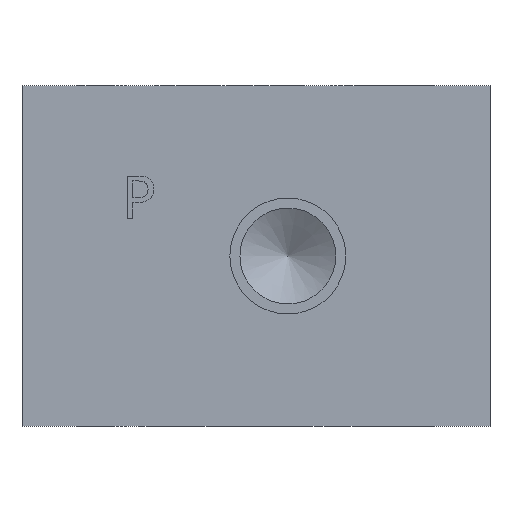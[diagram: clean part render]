
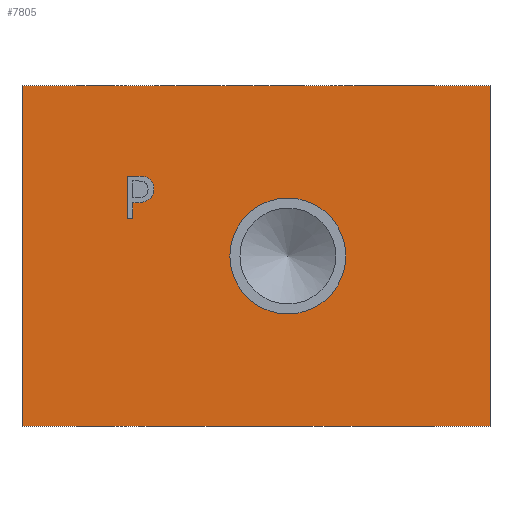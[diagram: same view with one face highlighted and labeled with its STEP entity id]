
A CAD part, front view. The second image highlights one B-rep face of the part: STEP entity #7805.
In plain terms, the highlighted planar face has unit normal (0, -1, 0).
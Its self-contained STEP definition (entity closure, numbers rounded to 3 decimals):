
#58=CIRCLE('',#8120,8.649);
#59=CIRCLE('',#8121,8.649);
#180=FACE_BOUND('',#1221,.T.);
#181=FACE_BOUND('',#1222,.T.);
#451=PLANE('',#8119);
#799=FACE_OUTER_BOUND('',#1220,.T.);
#1220=EDGE_LOOP('',(#6692,#6693,#6694,#6695));
#1221=EDGE_LOOP('',(#6696,#6697));
#1222=EDGE_LOOP('',(#6698,#6699,#6700,#6701,#6702,#6703,#6704,#6705,#6706));
#1605=LINE('',#11743,#2389);
#2023=LINE('',#12837,#2807);
#2026=LINE('',#12843,#2810);
#2029=LINE('',#12849,#2813);
#2032=LINE('',#12855,#2816);
#2035=LINE('',#12861,#2819);
#2039=LINE('',#12903,#2823);
#2040=LINE('',#12905,#2824);
#2041=LINE('',#12906,#2825);
#2389=VECTOR('',#8738,10.);
#2807=VECTOR('',#9462,10.);
#2810=VECTOR('',#9467,10.);
#2813=VECTOR('',#9472,10.);
#2816=VECTOR('',#9477,10.);
#2819=VECTOR('',#9482,10.);
#2823=VECTOR('',#9490,10.);
#2824=VECTOR('',#9491,10.);
#2825=VECTOR('',#9492,10.);
#3051=B_SPLINE_CURVE_WITH_KNOTS('',2,(#12804,#12805,#12806,#12807),
 .UNSPECIFIED.,.F.,.F.,(3,1,3),(0.,1.,2.),.UNSPECIFIED.);
#3053=B_SPLINE_CURVE_WITH_KNOTS('',2,(#12825,#12826,#12827,#12828),
 .UNSPECIFIED.,.F.,.F.,(3,1,3),(0.,1.,2.),.UNSPECIFIED.);
#3055=B_SPLINE_CURVE_WITH_KNOTS('',2,(#12874,#12875,#12876,#12877),
 .UNSPECIFIED.,.F.,.F.,(3,1,3),(0.,1.,2.),.UNSPECIFIED.);
#3057=B_SPLINE_CURVE_WITH_KNOTS('',2,(#12892,#12893,#12894,#12895),
 .UNSPECIFIED.,.F.,.F.,(3,1,3),(0.,1.,2.),.UNSPECIFIED.);
#3377=VERTEX_POINT('',#11736);
#3380=VERTEX_POINT('',#11741);
#3673=VERTEX_POINT('',#12802);
#3674=VERTEX_POINT('',#12803);
#3677=VERTEX_POINT('',#12824);
#3679=VERTEX_POINT('',#12836);
#3681=VERTEX_POINT('',#12842);
#3683=VERTEX_POINT('',#12848);
#3685=VERTEX_POINT('',#12854);
#3687=VERTEX_POINT('',#12860);
#3689=VERTEX_POINT('',#12873);
#3691=VERTEX_POINT('',#12902);
#3692=VERTEX_POINT('',#12904);
#3693=VERTEX_POINT('',#12907);
#3694=VERTEX_POINT('',#12908);
#4260=EDGE_CURVE('',#3377,#3380,#1605,.T.);
#4699=EDGE_CURVE('',#3673,#3674,#3051,.T.);
#4703=EDGE_CURVE('',#3677,#3673,#3053,.T.);
#4706=EDGE_CURVE('',#3679,#3677,#2023,.T.);
#4709=EDGE_CURVE('',#3681,#3679,#2026,.T.);
#4712=EDGE_CURVE('',#3683,#3681,#2029,.T.);
#4715=EDGE_CURVE('',#3685,#3683,#2032,.T.);
#4718=EDGE_CURVE('',#3687,#3685,#2035,.T.);
#4721=EDGE_CURVE('',#3689,#3687,#3055,.T.);
#4724=EDGE_CURVE('',#3674,#3689,#3057,.T.);
#4726=EDGE_CURVE('',#3691,#3377,#2039,.T.);
#4727=EDGE_CURVE('',#3692,#3380,#2040,.T.);
#4728=EDGE_CURVE('',#3691,#3692,#2041,.T.);
#4729=EDGE_CURVE('',#3693,#3694,#58,.T.);
#4730=EDGE_CURVE('',#3694,#3693,#59,.T.);
#6692=ORIENTED_EDGE('',*,*,#4726,.T.);
#6693=ORIENTED_EDGE('',*,*,#4260,.T.);
#6694=ORIENTED_EDGE('',*,*,#4727,.F.);
#6695=ORIENTED_EDGE('',*,*,#4728,.F.);
#6696=ORIENTED_EDGE('',*,*,#4729,.T.);
#6697=ORIENTED_EDGE('',*,*,#4730,.T.);
#6698=ORIENTED_EDGE('',*,*,#4699,.T.);
#6699=ORIENTED_EDGE('',*,*,#4724,.T.);
#6700=ORIENTED_EDGE('',*,*,#4721,.T.);
#6701=ORIENTED_EDGE('',*,*,#4718,.T.);
#6702=ORIENTED_EDGE('',*,*,#4715,.T.);
#6703=ORIENTED_EDGE('',*,*,#4712,.T.);
#6704=ORIENTED_EDGE('',*,*,#4709,.T.);
#6705=ORIENTED_EDGE('',*,*,#4706,.T.);
#6706=ORIENTED_EDGE('',*,*,#4703,.T.);
#7805=ADVANCED_FACE('',(#799,#180,#181),#451,.T.);
#8119=AXIS2_PLACEMENT_3D('',#12901,#9488,#9489);
#8120=AXIS2_PLACEMENT_3D('',#12909,#9493,#9494);
#8121=AXIS2_PLACEMENT_3D('',#12910,#9495,#9496);
#8738=DIRECTION('',(0.,0.,1.));
#9462=DIRECTION('',(1.,0.,0.));
#9467=DIRECTION('',(0.,0.,1.));
#9472=DIRECTION('',(-1.,0.,0.));
#9477=DIRECTION('',(0.,0.,-1.));
#9482=DIRECTION('',(-1.,0.,0.));
#9488=DIRECTION('center_axis',(0.,-1.,0.));
#9489=DIRECTION('ref_axis',(1.,0.,0.));
#9490=DIRECTION('',(1.,0.,0.));
#9491=DIRECTION('',(1.,0.,0.));
#9492=DIRECTION('',(0.,0.,1.));
#9493=DIRECTION('center_axis',(0.,1.,0.));
#9494=DIRECTION('ref_axis',(1.,0.,0.));
#9495=DIRECTION('center_axis',(0.,1.,0.));
#9496=DIRECTION('ref_axis',(1.,0.,0.));
#11736=CARTESIAN_POINT('',(69.85,0.,0.));
#11741=CARTESIAN_POINT('',(69.85,0.,50.8));
#11743=CARTESIAN_POINT('',(69.85,0.,0.));
#12802=CARTESIAN_POINT('',(18.937,0.,36.942));
#12803=CARTESIAN_POINT('',(19.694,0.,35.424));
#12804=CARTESIAN_POINT('Ctrl Pts',(18.937,0.,36.942));
#12805=CARTESIAN_POINT('Ctrl Pts',(19.292,0.,36.7));
#12806=CARTESIAN_POINT('Ctrl Pts',(19.694,0.,35.954));
#12807=CARTESIAN_POINT('Ctrl Pts',(19.694,0.,35.424));
#12824=CARTESIAN_POINT('',(17.275,0.,37.338));
#12825=CARTESIAN_POINT('Ctrl Pts',(17.275,0.,37.338));
#12826=CARTESIAN_POINT('Ctrl Pts',(17.841,0.,37.338));
#12827=CARTESIAN_POINT('Ctrl Pts',(18.634,0.,37.153));
#12828=CARTESIAN_POINT('Ctrl Pts',(18.937,0.,36.942));
#12836=CARTESIAN_POINT('',(15.68,0.,37.338));
#12837=CARTESIAN_POINT('',(7.84,0.,37.338));
#12842=CARTESIAN_POINT('',(15.68,0.,30.988));
#12843=CARTESIAN_POINT('',(15.68,0.,15.494));
#12848=CARTESIAN_POINT('',(16.524,0.,30.988));
#12849=CARTESIAN_POINT('',(8.262,0.,30.988));
#12854=CARTESIAN_POINT('',(16.524,0.,33.355));
#12855=CARTESIAN_POINT('',(16.524,0.,16.678));
#12860=CARTESIAN_POINT('',(17.239,0.,33.355));
#12861=CARTESIAN_POINT('',(8.62,0.,33.355));
#12873=CARTESIAN_POINT('',(19.138,0.,34.014));
#12874=CARTESIAN_POINT('Ctrl Pts',(19.138,0.,34.014));
#12875=CARTESIAN_POINT('Ctrl Pts',(18.809,0.,33.69));
#12876=CARTESIAN_POINT('Ctrl Pts',(17.918,0.,33.355));
#12877=CARTESIAN_POINT('Ctrl Pts',(17.239,0.,33.355));
#12892=CARTESIAN_POINT('Ctrl Pts',(19.694,0.,35.424));
#12893=CARTESIAN_POINT('Ctrl Pts',(19.694,0.,35.012));
#12894=CARTESIAN_POINT('Ctrl Pts',(19.4,0.,34.271));
#12895=CARTESIAN_POINT('Ctrl Pts',(19.138,0.,34.014));
#12901=CARTESIAN_POINT('Origin',(0.,0.,0.));
#12902=CARTESIAN_POINT('',(0.,0.,0.));
#12903=CARTESIAN_POINT('',(0.,0.,0.));
#12904=CARTESIAN_POINT('',(0.,0.,50.8));
#12905=CARTESIAN_POINT('',(0.,0.,50.8));
#12906=CARTESIAN_POINT('',(0.,0.,0.));
#12907=CARTESIAN_POINT('',(48.324,0.,25.4));
#12908=CARTESIAN_POINT('',(31.026,0.,25.4));
#12909=CARTESIAN_POINT('Origin',(39.675,0.,25.4));
#12910=CARTESIAN_POINT('Origin',(39.675,0.,25.4));
